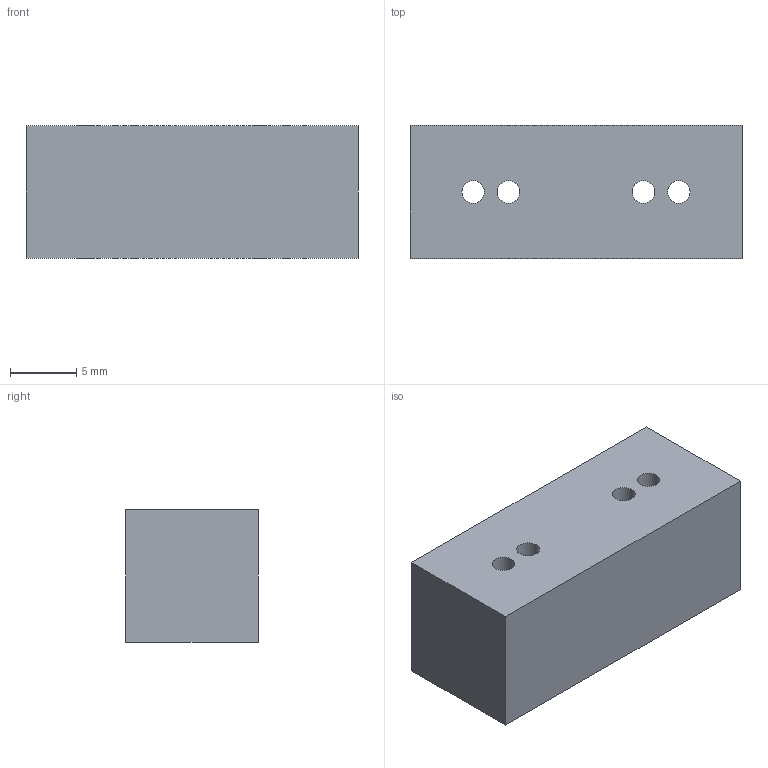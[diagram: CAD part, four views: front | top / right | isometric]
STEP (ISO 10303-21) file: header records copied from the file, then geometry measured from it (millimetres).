
FILE_DESCRIPTION(/* description */ (''),/* implementation_level */ '2;1');
FILE_NAME(/* name */ 'pogo-piece.stp',/* time_stamp */ '2021-09-25T17:35:29-07:00',/* author */ ('caleb'),/* organization */ (''),/* preprocessor_version */ 'ST-DEVELOPER v18.1',/* originating_system */ 'Autodesk Inventor 2021',/* authorisation */ '');
FILE_SCHEMA (('AUTOMOTIVE_DESIGN { 1 0 10303 214 3 1 1 }'));
Length unit declared in the file: millimetre
Products named in the file (1): pogo-piece
Bounding box: 25 x 10 x 10 mm (x, y, z)
Volume: 2409.2 mm3; surface area: 1395.5 mm2
Topology: 1 solids, 1 shells, 10 faces, 28 edges, 20 vertices
Faces by surface type: plane 6, cylinder 4
Full cylindrical faces by diameter (mm): 1.7 x4
Entity records: 412 total; most frequent: DIRECTION 62, CARTESIAN_POINT 59, ORIENTED_EDGE 56, EDGE_CURVE 28, AXIS2_PLACEMENT_3D 23, VERTEX_POINT 20, EDGE_LOOP 18, LINE 16
